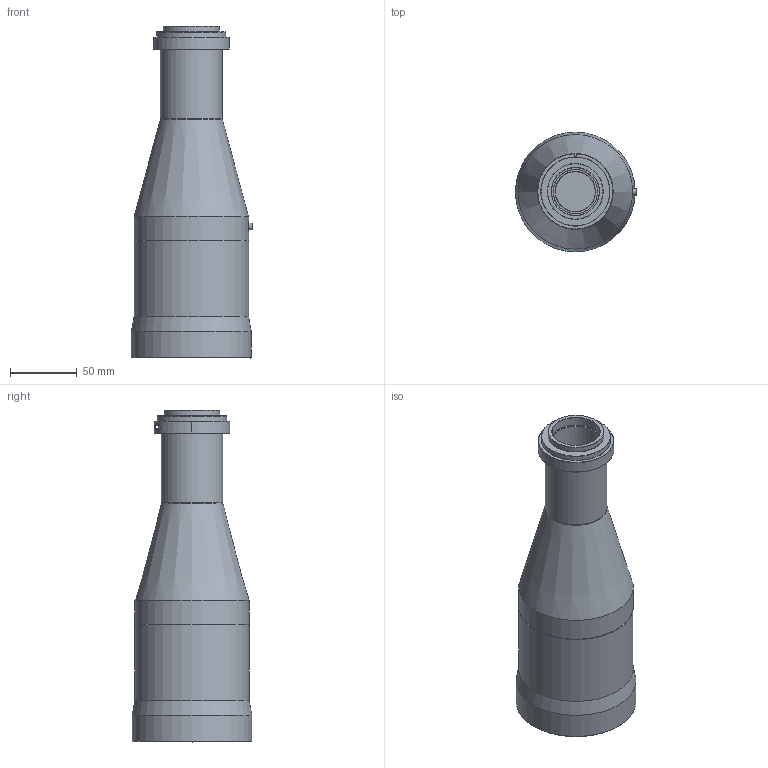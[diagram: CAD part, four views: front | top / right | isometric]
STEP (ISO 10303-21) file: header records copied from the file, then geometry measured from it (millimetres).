
FILE_DESCRIPTION( ('This file contains a STEP AP42 implementation' ,'as created by ZW3D STEP Interface translator.') ,'2;1' );
FILE_NAME( 'TC06875185P_俋倛3D.stp' ,'2410 9.141244', (''), ('ZWCAD Software Co.'), 'Version 1.0', 'ZW3D to STEP translator', '' );
FILE_SCHEMA(('AUTOMOTIVE_DESIGN { 1 0 10303 214 1 1 1 1 }'));
Length unit declared in the file: millimetre
Products named in the file (1): 0
Bounding box: 91.02 x 90 x 249.48 mm (x, y, z)
Volume: 917008.7 mm3; surface area: 80179.3 mm2
Topology: 1 solids, 2 shells, 161 faces, 398 edges, 265 vertices
Faces by surface type: plane 66, cylinder 50, cone 43, sphere 1, bspline 1
Full cylindrical faces by diameter (mm): 2 x2, 2.5 x1, 2.6 x1, 5 x1, 6.5 x1, 30 x1, 36 x2, 38.5 x1, 41 x1, 42 x1, 42.5 x2, 43.5 x2, 44 x1, 46.5 x2, 52 x1, 53.4 x1, 53.873 x1, 55.7 x1, 58 x1, 60.3 x1, 62.6 x1, 64.9 x1, 67.2 x1, 69.5 x1, 71.8 x1, 74.1 x1, 76.4 x1, 86 x2, 90 x1
Entity records: 5383 total; most frequent: CARTESIAN_POINT 1243, DIRECTION 873, ORIENTED_EDGE 796, EDGE_CURVE 398, AXIS2_PLACEMENT_3D 362, VERTEX_POINT 265, CIRCLE 201, EDGE_LOOP 197
